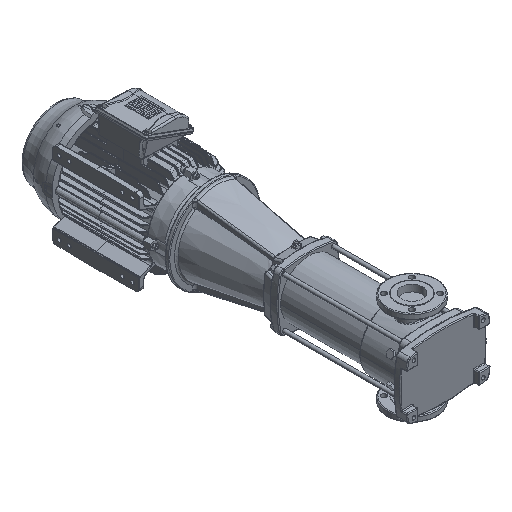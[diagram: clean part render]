
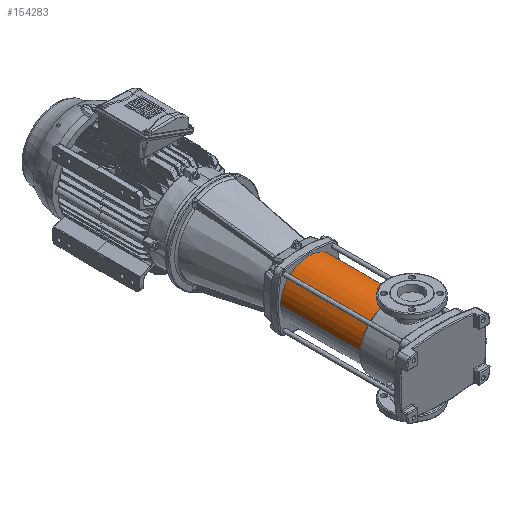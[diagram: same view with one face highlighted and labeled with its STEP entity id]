
A CAD part, isometric view. The second image highlights one B-rep face of the part: STEP entity #154283.
In plain terms, the highlighted cylindrical face has radius 108 mm (diameter 216 mm), a partial arc.
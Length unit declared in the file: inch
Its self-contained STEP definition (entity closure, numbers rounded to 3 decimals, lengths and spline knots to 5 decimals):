
#937 = ORIENTED_EDGE ( 'NONE', *, *, #153226, .T. ) ;
#6545 = EDGE_CURVE ( 'NONE', #146243, #99605, #156270, .T. ) ;
#8403 = ORIENTED_EDGE ( 'NONE', *, *, #6545, .T. ) ;
#16991 = AXIS2_PLACEMENT_3D ( 'NONE', #64231, #90014, #78795 ) ;
#18337 = ORIENTED_EDGE ( 'NONE', *, *, #88187, .T. ) ;
#27403 = ORIENTED_EDGE ( 'NONE', *, *, #63023, .F. ) ;
#29156 = CARTESIAN_POINT ( 'NONE',  ( 0., 2.55906, -4.25197 ) ) ;
#37619 = CARTESIAN_POINT ( 'NONE',  ( 0., 2.55906, 0. ) ) ;
#39686 = DIRECTION ( 'NONE',  ( 0., -1., 0. ) ) ;
#44991 = CARTESIAN_POINT ( 'NONE',  ( 0., 14.97244, -4.25197 ) ) ;
#47478 = VERTEX_POINT ( 'NONE', #56443 ) ;
#48854 = CARTESIAN_POINT ( 'NONE',  ( 0., 2.55906, 4.25197 ) ) ;
#49658 = CYLINDRICAL_SURFACE ( 'NONE', #16991, 4.25197 ) ;
#51254 = VECTOR ( 'NONE', #139867, 39.37008 ) ;
#56443 = CARTESIAN_POINT ( 'NONE',  ( 0., 14.97244, 4.25197 ) ) ;
#57084 = CARTESIAN_POINT ( 'NONE',  ( 0., 2.55906, -4.25197 ) ) ;
#62551 = DIRECTION ( 'NONE',  ( 0., 0., 1. ) ) ;
#63023 = EDGE_CURVE ( 'NONE', #146243, #65497, #151493, .T. ) ;
#64231 = CARTESIAN_POINT ( 'NONE',  ( 0., 2.55906, 0. ) ) ;
#64269 = CARTESIAN_POINT ( 'NONE',  ( 0., 2.55906, 4.25197 ) ) ;
#65497 = VERTEX_POINT ( 'NONE', #44991 ) ;
#78795 = DIRECTION ( 'NONE',  ( 0., 0., 1. ) ) ;
#79868 = AXIS2_PLACEMENT_3D ( 'NONE', #142728, #39686, #168491 ) ;
#85411 = DIRECTION ( 'NONE',  ( 0., 1., 0. ) ) ;
#88187 = EDGE_CURVE ( 'NONE', #99605, #47478, #141562, .T. ) ;
#90003 = DIRECTION ( 'NONE',  ( 0., 1., 0. ) ) ;
#90014 = DIRECTION ( 'NONE',  ( 0., 1., 0. ) ) ;
#99605 = VERTEX_POINT ( 'NONE', #64269 ) ;
#127811 = FACE_OUTER_BOUND ( 'NONE', #154263, .T. ) ;
#139867 = DIRECTION ( 'NONE',  ( 0., 1., 0. ) ) ;
#141562 = LINE ( 'NONE', #48854, #51254 ) ;
#142728 = CARTESIAN_POINT ( 'NONE',  ( 0., 14.97244, 0. ) ) ;
#146243 = VERTEX_POINT ( 'NONE', #29156 ) ;
#147920 = AXIS2_PLACEMENT_3D ( 'NONE', #37619, #90003, #62551 ) ;
#151493 = LINE ( 'NONE', #57084, #168686 ) ;
#153226 = EDGE_CURVE ( 'NONE', #47478, #65497, #154025, .T. ) ;
#154025 = CIRCLE ( 'NONE', #79868, 4.25197 ) ;
#154263 = EDGE_LOOP ( 'NONE', ( #27403, #8403, #18337, #937 ) ) ;
#154283 = ADVANCED_FACE ( 'NONE', ( #127811 ), #49658, .T. ) ;
#156270 = CIRCLE ( 'NONE', #147920, 4.25197 ) ;
#168491 = DIRECTION ( 'NONE',  ( 0., 0., 1. ) ) ;
#168686 = VECTOR ( 'NONE', #85411, 39.37008 ) ;
